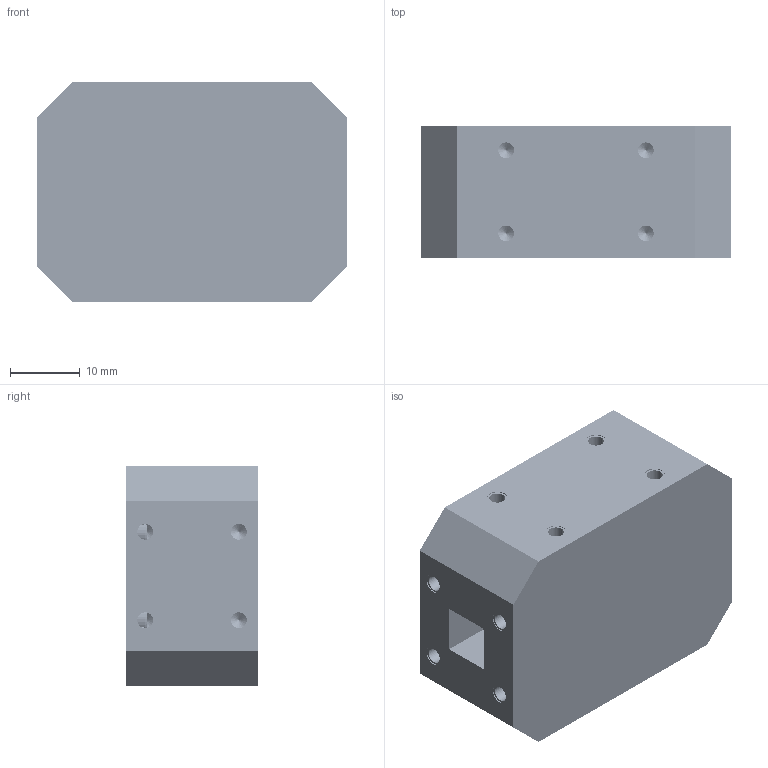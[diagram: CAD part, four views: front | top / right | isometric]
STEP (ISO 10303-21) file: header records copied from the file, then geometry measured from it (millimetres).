
FILE_DESCRIPTION (( 'STEP AP214' ), '1' );
FILE_NAME ('PEWOT0007 ¦ FMWOT0007.step', '2022-03-03T17:13:00', ( '' ), ( '' ), 'SwSTEP 2.0', 'SolidWorks 2021', '' );
FILE_SCHEMA (( 'AUTOMOTIVE_DESIGN' ));
Length unit declared in the file: inch
Products named in the file (1): PEWOT0007 ｦ FMWOT0007
Bounding box: 44.45 x 19.05 x 31.75 mm (x, y, z)
Volume: 24346.4 mm3; surface area: 13924.1 mm2
Topology: 19 solids, 19 shells, 2275 faces, 6180 edges, 3995 vertices
Faces by surface type: cylinder 1733, cone 260, plane 248, bspline 34
Entity records: 108199 total; most frequent: CARTESIAN_POINT 59989, ORIENTED_EDGE 12288, DIRECTION 8003, EDGE_CURVE 6144, VERTEX_POINT 3995, AXIS2_PLACEMENT_3D 2917, EDGE_LOOP 2401, ADVANCED_FACE 2275
